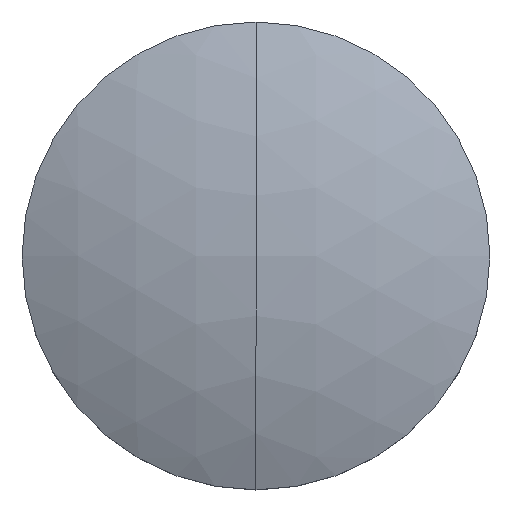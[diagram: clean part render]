
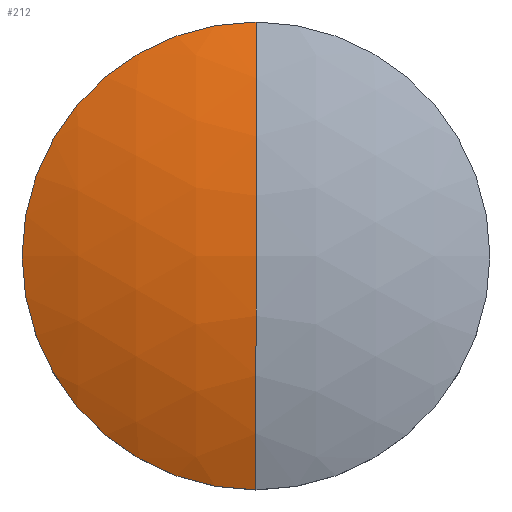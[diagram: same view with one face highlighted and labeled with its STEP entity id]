
A CAD part, top view. The second image highlights one B-rep face of the part: STEP entity #212.
In plain terms, the highlighted spherical face has radius 15.45 mm.
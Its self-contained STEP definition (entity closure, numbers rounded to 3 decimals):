
#51 = CARTESIAN_POINT ( 'NONE',  ( -6.35, 0., 0.215 ) ) ;
#76 = CIRCLE ( 'NONE', #77, 6.35 ) ;
#77 = AXIS2_PLACEMENT_3D ( 'NONE', #97, #82, #109 ) ;
#79 = DIRECTION ( 'NONE',  ( 0., 1., 0. ) ) ;
#80 = AXIS2_PLACEMENT_3D ( 'NONE', #83, #95, #79 ) ;
#82 = DIRECTION ( 'NONE',  ( 0., 0., 1. ) ) ;
#83 = CARTESIAN_POINT ( 'NONE',  ( 0., 0., -13.87 ) ) ;
#84 = SPHERICAL_SURFACE ( 'NONE', #80, 15.45 ) ;
#91 = FACE_OUTER_BOUND ( 'NONE', #213, .T. ) ;
#95 = DIRECTION ( 'NONE',  ( -1., 0., 0. ) ) ;
#97 = CARTESIAN_POINT ( 'NONE',  ( 0., 0., 0.215 ) ) ;
#108 = CARTESIAN_POINT ( 'NONE',  ( 0., 6.35, 0.215 ) ) ;
#109 = DIRECTION ( 'NONE',  ( 1., 0., 0. ) ) ;
#118 = DIRECTION ( 'NONE',  ( 1., 0., 0. ) ) ;
#119 = AXIS2_PLACEMENT_3D ( 'NONE', #129, #127, #118 ) ;
#127 = DIRECTION ( 'NONE',  ( 0., 0., 1. ) ) ;
#128 = CIRCLE ( 'NONE', #119, 6.35 ) ;
#129 = CARTESIAN_POINT ( 'NONE',  ( 0., 0., 0.215 ) ) ;
#130 = CARTESIAN_POINT ( 'NONE',  ( 0., -6.35, 0.215 ) ) ;
#150 = ORIENTED_EDGE ( 'NONE', *, *, #151, .T. ) ;
#151 = EDGE_CURVE ( 'NONE', #217, #152, #192, .T. ) ;
#152 = VERTEX_POINT ( 'NONE', #183 ) ;
#153 = ORIENTED_EDGE ( 'NONE', *, *, #154, .F. ) ;
#154 = EDGE_CURVE ( 'NONE', #173, #152, #182, .T. ) ;
#170 = VERTEX_POINT ( 'NONE', #51 ) ;
#172 = EDGE_CURVE ( 'NONE', #173, #170, #76, .T. ) ;
#173 = VERTEX_POINT ( 'NONE', #108 ) ;
#178 = DIRECTION ( 'NONE',  ( 0., 0., -1. ) ) ;
#179 = DIRECTION ( 'NONE',  ( 1., 0., 0. ) ) ;
#180 = CARTESIAN_POINT ( 'NONE',  ( 0., 0., -13.87 ) ) ;
#181 = AXIS2_PLACEMENT_3D ( 'NONE', #180, #179, #178 ) ;
#182 = CIRCLE ( 'NONE', #181, 15.45 ) ;
#183 = CARTESIAN_POINT ( 'NONE',  ( 0., 0., 1.58 ) ) ;
#184 = DIRECTION ( 'NONE',  ( 0., -1., 0. ) ) ;
#185 = DIRECTION ( 'NONE',  ( -1., 0., 0. ) ) ;
#186 = CARTESIAN_POINT ( 'NONE',  ( 0., 0., -13.87 ) ) ;
#187 = AXIS2_PLACEMENT_3D ( 'NONE', #186, #185, #184 ) ;
#192 = CIRCLE ( 'NONE', #187, 15.45 ) ;
#212 = ADVANCED_FACE ( 'NONE', ( #91 ), #84, .T. ) ;
#213 = EDGE_LOOP ( 'NONE', ( #214, #215, #150, #153 ) ) ;
#214 = ORIENTED_EDGE ( 'NONE', *, *, #172, .T. ) ;
#215 = ORIENTED_EDGE ( 'NONE', *, *, #216, .T. ) ;
#216 = EDGE_CURVE ( 'NONE', #170, #217, #128, .T. ) ;
#217 = VERTEX_POINT ( 'NONE', #130 ) ;
